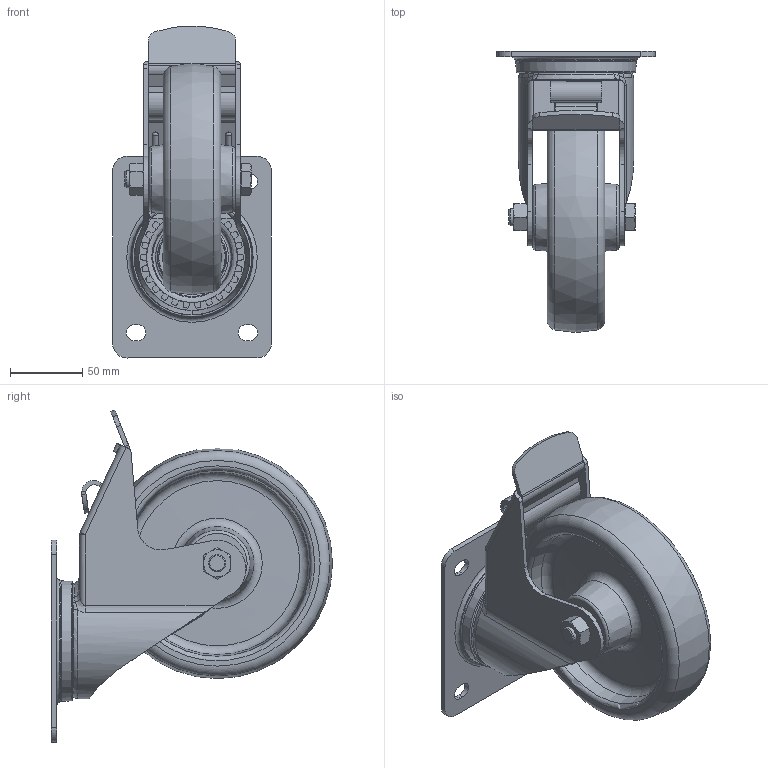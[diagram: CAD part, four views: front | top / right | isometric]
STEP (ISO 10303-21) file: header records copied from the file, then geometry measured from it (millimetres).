
FILE_DESCRIPTION(/* description */ ('Schwerlastlenkrolle mit Feststeller'),/* implementation_level */ '2;1');
FILE_NAME(/* name */ 'Syskomp 412536736 Schwerlastlenkrolle mit Feststeller.stp',/* time_stamp */ '2018-08-20T11:45:31+02:00',/* author */ ('wheldmann'),/* organization */ (''),/* preprocessor_version */ 'ST-DEVELOPER v16.1',/* originating_system */ 'Autodesk Inventor 2016',/* authorisation */ '');
FILE_SCHEMA (('AUTOMOTIVE_DESIGN { 1 0 10303 214 3 1 1 }'));
Length unit declared in the file: millimetre
Products named in the file (1): 412536736 Schwerlastlenkrolle mit Feststeller
Bounding box: 110 x 195 x 230.36 mm (x, y, z)
Volume: 688084.7 mm3; surface area: 189147.1 mm2
Topology: 3 solids, 15 shells, 752 faces, 2020 edges, 1315 vertices
Faces by surface type: cylinder 281, plane 272, bspline 119, torus 44, cone 34, sphere 2
Full cylindrical faces by diameter (mm): 12 x2, 19 x1, 21 x1, 21.031 x1, 21.2 x1, 26 x2
Entity records: 31410 total; most frequent: CARTESIAN_POINT 12600, ORIENTED_EDGE 3868, DIRECTION 3623, EDGE_CURVE 1934, AXIS2_PLACEMENT_3D 1389, VERTEX_POINT 1284, LINE 845, VECTOR 845
